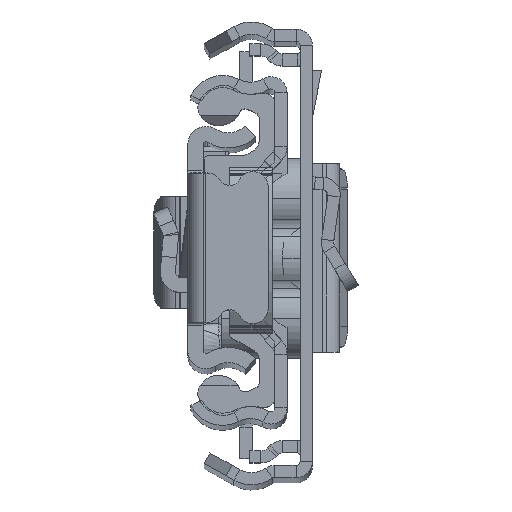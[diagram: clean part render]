
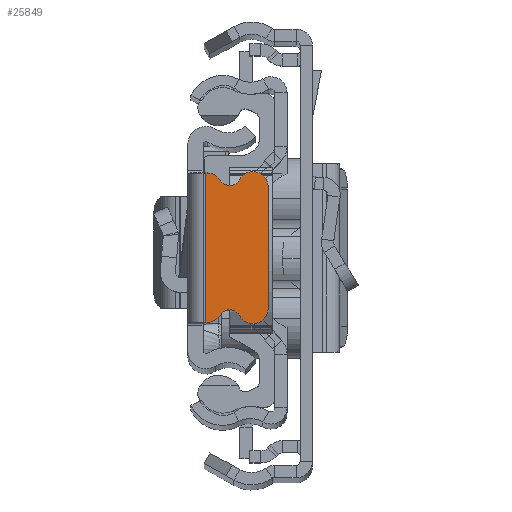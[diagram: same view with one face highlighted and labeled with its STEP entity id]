
A CAD part, top view. The second image highlights one B-rep face of the part: STEP entity #25849.
In plain terms, the highlighted planar face has unit normal (0, 0, 1).
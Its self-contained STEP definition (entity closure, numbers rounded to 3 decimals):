
#62 = CARTESIAN_POINT ( 'NONE',  ( -1.929, 5.87, 0. ) ) ;
#450 = DIRECTION ( 'NONE',  ( 0., 0., 1. ) ) ;
#722 = ORIENTED_EDGE ( 'NONE', *, *, #12006, .T. ) ;
#1215 = VERTEX_POINT ( 'NONE', #12901 ) ;
#1392 = VERTEX_POINT ( 'NONE', #4852 ) ;
#1579 = EDGE_CURVE ( 'NONE', #1215, #10579, #13855, .T. ) ;
#1604 = VECTOR ( 'NONE', #12852, 1000. ) ;
#1717 = DIRECTION ( 'NONE',  ( 1., 0., 0. ) ) ;
#2052 = CARTESIAN_POINT ( 'NONE',  ( -5.109, -6.713, 0. ) ) ;
#2079 = DIRECTION ( 'NONE',  ( 1., 0., 0. ) ) ;
#2358 = ORIENTED_EDGE ( 'NONE', *, *, #15921, .F. ) ;
#2388 = VERTEX_POINT ( 'NONE', #2052 ) ;
#2735 = CARTESIAN_POINT ( 'NONE',  ( -1.929, 7.37, 0. ) ) ;
#3535 = DIRECTION ( 'NONE',  ( 1., 0., 0. ) ) ;
#3543 = VERTEX_POINT ( 'NONE', #23649 ) ;
#3781 = CIRCLE ( 'NONE', #14423, 1.5 ) ;
#4482 = LINE ( 'NONE', #2735, #1604 ) ;
#4543 = ORIENTED_EDGE ( 'NONE', *, *, #12866, .T. ) ;
#4852 = CARTESIAN_POINT ( 'NONE',  ( -3.206, 6.658, 0. ) ) ;
#4948 = VECTOR ( 'NONE', #22475, 1000. ) ;
#5260 = DIRECTION ( 'NONE',  ( 0., 0., 1. ) ) ;
#5324 = PLANE ( 'NONE',  #6530 ) ;
#5327 = CARTESIAN_POINT ( 'NONE',  ( -1.75, 0., 0. ) ) ;
#5387 = CARTESIAN_POINT ( 'NONE',  ( -6.429, -6., 0. ) ) ;
#6530 = AXIS2_PLACEMENT_3D ( 'NONE', #23610, #9321, #7734 ) ;
#7033 = CARTESIAN_POINT ( 'NONE',  ( -3.206, -6.658, 0. ) ) ;
#7321 = DIRECTION ( 'NONE',  ( 0., -1., 0. ) ) ;
#7691 = CARTESIAN_POINT ( 'NONE',  ( -4.142, -7.236, 0. ) ) ;
#7734 = DIRECTION ( 'NONE',  ( 1., 0., 0. ) ) ;
#7909 = CARTESIAN_POINT ( 'NONE',  ( -1.929, -7.37, 0. ) ) ;
#8037 = VERTEX_POINT ( 'NONE', #15824 ) ;
#8490 = EDGE_CURVE ( 'NONE', #21200, #8037, #15464, .T. ) ;
#8738 = AXIS2_PLACEMENT_3D ( 'NONE', #23796, #15773, #13769 ) ;
#8796 = AXIS2_PLACEMENT_3D ( 'NONE', #9830, #9412, #1717 ) ;
#9173 = DIRECTION ( 'NONE',  ( 0., -1., 0. ) ) ;
#9234 = AXIS2_PLACEMENT_3D ( 'NONE', #5387, #5260, #3535 ) ;
#9321 = DIRECTION ( 'NONE',  ( 0., 0., 1. ) ) ;
#9329 = ORIENTED_EDGE ( 'NONE', *, *, #19307, .T. ) ;
#9412 = DIRECTION ( 'NONE',  ( 0., 0., 1. ) ) ;
#9563 = VERTEX_POINT ( 'NONE', #10331 ) ;
#9575 = CARTESIAN_POINT ( 'NONE',  ( -7.929, -6., 0. ) ) ;
#9728 = CARTESIAN_POINT ( 'NONE',  ( -1.929, -7.37, 0. ) ) ;
#9830 = CARTESIAN_POINT ( 'NONE',  ( -1.929, -5.87, 0. ) ) ;
#9886 = ORIENTED_EDGE ( 'NONE', *, *, #15024, .F. ) ;
#10331 = CARTESIAN_POINT ( 'NONE',  ( -1.929, 7.37, 0. ) ) ;
#10579 = VERTEX_POINT ( 'NONE', #11391 ) ;
#10878 = CARTESIAN_POINT ( 'NONE',  ( -1.75, 7.37, 0. ) ) ;
#11122 = VERTEX_POINT ( 'NONE', #7033 ) ;
#11270 = VERTEX_POINT ( 'NONE', #9728 ) ;
#11391 = CARTESIAN_POINT ( 'NONE',  ( -7.929, 6., 0. ) ) ;
#12006 = EDGE_CURVE ( 'NONE', #11122, #11270, #14786, .T. ) ;
#12168 = CARTESIAN_POINT ( 'NONE',  ( -4.142, 7.236, 0. ) ) ;
#12852 = DIRECTION ( 'NONE',  ( 1., 0., 0. ) ) ;
#12866 = EDGE_CURVE ( 'NONE', #3543, #2388, #20765, .T. ) ;
#12901 = CARTESIAN_POINT ( 'NONE',  ( -5.109, 6.713, 0. ) ) ;
#13459 = ORIENTED_EDGE ( 'NONE', *, *, #22854, .T. ) ;
#13618 = VECTOR ( 'NONE', #9173, 1000. ) ;
#13769 = DIRECTION ( 'NONE',  ( -1., 0., 0. ) ) ;
#13815 = DIRECTION ( 'NONE',  ( -1., 0., 0. ) ) ;
#13855 = CIRCLE ( 'NONE', #8738, 1.5 ) ;
#14423 = AXIS2_PLACEMENT_3D ( 'NONE', #62, #450, #14449 ) ;
#14449 = DIRECTION ( 'NONE',  ( -1., 0., 0. ) ) ;
#14461 = LINE ( 'NONE', #7909, #4948 ) ;
#14786 = CIRCLE ( 'NONE', #8796, 1.5 ) ;
#14943 = AXIS2_PLACEMENT_3D ( 'NONE', #12168, #17806, #2079 ) ;
#15024 = EDGE_CURVE ( 'NONE', #9563, #21200, #4482, .T. ) ;
#15464 = LINE ( 'NONE', #5327, #20465 ) ;
#15773 = DIRECTION ( 'NONE',  ( 0., 0., 1. ) ) ;
#15824 = CARTESIAN_POINT ( 'NONE',  ( -1.75, -7.37, 0. ) ) ;
#15921 = EDGE_CURVE ( 'NONE', #8037, #11270, #14461, .T. ) ;
#16338 = EDGE_CURVE ( 'NONE', #2388, #11122, #19026, .T. ) ;
#16525 = ORIENTED_EDGE ( 'NONE', *, *, #17810, .T. ) ;
#17186 = ORIENTED_EDGE ( 'NONE', *, *, #8490, .F. ) ;
#17633 = EDGE_LOOP ( 'NONE', ( #17186, #9886, #16525, #13459, #17841, #9329, #4543, #24932, #722, #2358 ) ) ;
#17806 = DIRECTION ( 'NONE',  ( 0., 0., -1. ) ) ;
#17810 = EDGE_CURVE ( 'NONE', #9563, #1392, #3781, .T. ) ;
#17841 = ORIENTED_EDGE ( 'NONE', *, *, #1579, .T. ) ;
#18372 = CIRCLE ( 'NONE', #14943, 1.1 ) ;
#19026 = CIRCLE ( 'NONE', #24170, 1.1 ) ;
#19307 = EDGE_CURVE ( 'NONE', #10579, #3543, #19590, .T. ) ;
#19590 = LINE ( 'NONE', #9575, #13618 ) ;
#20465 = VECTOR ( 'NONE', #7321, 1000. ) ;
#20765 = CIRCLE ( 'NONE', #9234, 1.5 ) ;
#21200 = VERTEX_POINT ( 'NONE', #10878 ) ;
#22475 = DIRECTION ( 'NONE',  ( -1., 0., 0. ) ) ;
#22854 = EDGE_CURVE ( 'NONE', #1392, #1215, #18372, .T. ) ;
#23610 = CARTESIAN_POINT ( 'NONE',  ( 294.071, 0., 0. ) ) ;
#23649 = CARTESIAN_POINT ( 'NONE',  ( -7.929, -6., 0. ) ) ;
#23796 = CARTESIAN_POINT ( 'NONE',  ( -6.429, 6., 0. ) ) ;
#23895 = FACE_OUTER_BOUND ( 'NONE', #17633, .T. ) ;
#23973 = DIRECTION ( 'NONE',  ( 0., 0., -1. ) ) ;
#24170 = AXIS2_PLACEMENT_3D ( 'NONE', #7691, #23973, #13815 ) ;
#24932 = ORIENTED_EDGE ( 'NONE', *, *, #16338, .T. ) ;
#25849 = ADVANCED_FACE ( 'NONE', ( #23895 ), #5324, .T. ) ;
